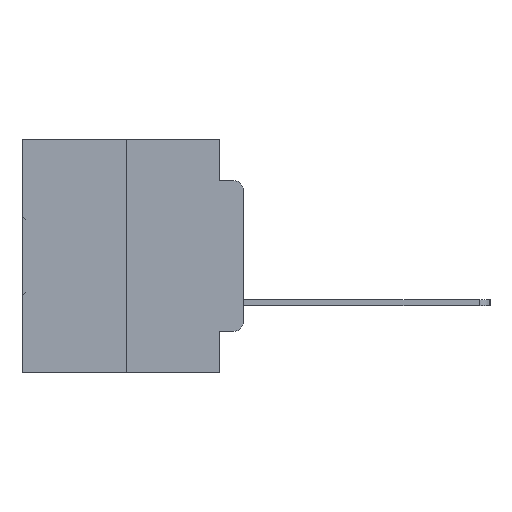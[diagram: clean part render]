
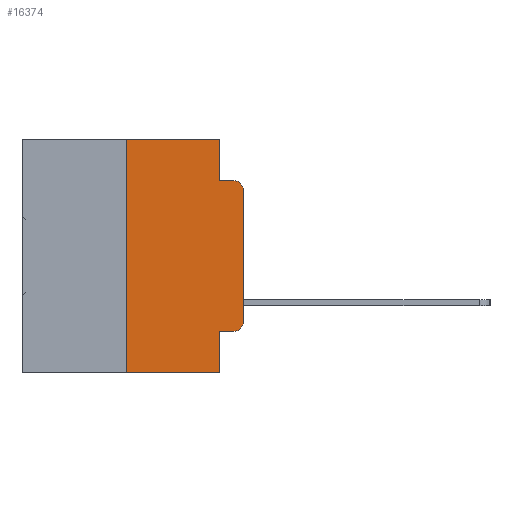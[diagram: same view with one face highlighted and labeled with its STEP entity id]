
A CAD part, left-side view. The second image highlights one B-rep face of the part: STEP entity #16374.
In plain terms, the highlighted planar face has unit normal (-1, 0, 0).
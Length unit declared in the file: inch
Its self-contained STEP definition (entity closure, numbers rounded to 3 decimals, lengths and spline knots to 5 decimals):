
#151 = VECTOR ( 'NONE', #3096, 39.37008 ) ;
#670 = ORIENTED_EDGE ( 'NONE', *, *, #7018, .T. ) ;
#1632 = DIRECTION ( 'NONE',  ( 0., 0., -1. ) ) ;
#2067 = DIRECTION ( 'NONE',  ( 0., 0., 1. ) ) ;
#3096 = DIRECTION ( 'NONE',  ( 0., 0., 1. ) ) ;
#3706 = DIRECTION ( 'NONE',  ( 0., -1., 0. ) ) ;
#3964 = VERTEX_POINT ( 'NONE', #7788 ) ;
#4419 = AXIS2_PLACEMENT_3D ( 'NONE', #27024, #11370, #29638 ) ;
#4785 = EDGE_CURVE ( 'NONE', #14803, #4819, #15368, .T. ) ;
#4819 = VERTEX_POINT ( 'NONE', #8687 ) ;
#4935 = CARTESIAN_POINT ( 'NONE',  ( 0., 0.051, -0.4115 ) ) ;
#5823 = VERTEX_POINT ( 'NONE', #31302 ) ;
#6468 = CARTESIAN_POINT ( 'NONE',  ( 0., 0.25, -0.5 ) ) ;
#6472 = CARTESIAN_POINT ( 'NONE',  ( 0., 0.051, -0.5 ) ) ;
#6543 = ORIENTED_EDGE ( 'NONE', *, *, #21005, .T. ) ;
#6577 = EDGE_CURVE ( 'NONE', #26262, #14803, #7258, .T. ) ;
#7018 = EDGE_CURVE ( 'NONE', #18211, #29289, #29008, .T. ) ;
#7258 = LINE ( 'NONE', #29337, #151 ) ;
#7350 = ORIENTED_EDGE ( 'NONE', *, *, #30107, .F. ) ;
#7788 = CARTESIAN_POINT ( 'NONE',  ( 0., 0.02, -0.4115 ) ) ;
#7828 = FACE_OUTER_BOUND ( 'NONE', #12538, .T. ) ;
#8558 = VECTOR ( 'NONE', #27399, 39.37008 ) ;
#8628 = ORIENTED_EDGE ( 'NONE', *, *, #4785, .T. ) ;
#8687 = CARTESIAN_POINT ( 'NONE',  ( 0., 0.02, -0.0885 ) ) ;
#8946 = VECTOR ( 'NONE', #23503, 39.37008 ) ;
#9110 = CARTESIAN_POINT ( 'NONE',  ( 0., 0.473, 0. ) ) ;
#9395 = LINE ( 'NONE', #29888, #8558 ) ;
#9645 = DIRECTION ( 'NONE',  ( 0., 0., -1. ) ) ;
#9646 = VECTOR ( 'NONE', #2067, 39.37008 ) ;
#9779 = CARTESIAN_POINT ( 'NONE',  ( 0., 0.051, -0.4115 ) ) ;
#10057 = DIRECTION ( 'NONE',  ( 0., 0., -1. ) ) ;
#10921 = LINE ( 'NONE', #33095, #16377 ) ;
#11370 = DIRECTION ( 'NONE',  ( -1., 0., 0. ) ) ;
#11830 = CARTESIAN_POINT ( 'NONE',  ( 0., 0.25, 0. ) ) ;
#12003 = ORIENTED_EDGE ( 'NONE', *, *, #23159, .F. ) ;
#12391 = DIRECTION ( 'NONE',  ( 1., 0., 0. ) ) ;
#12538 = EDGE_LOOP ( 'NONE', ( #33856, #8628, #19012, #7350, #23035, #19437, #670, #12003, #6543, #22252 ) ) ;
#13014 = CARTESIAN_POINT ( 'NONE',  ( 0., 0.473, -0.5 ) ) ;
#14803 = VERTEX_POINT ( 'NONE', #26863 ) ;
#14961 = VECTOR ( 'NONE', #10057, 39.37008 ) ;
#15165 = DIRECTION ( 'NONE',  ( 0., -1., 0. ) ) ;
#15368 = CIRCLE ( 'NONE', #4419, 0.02 ) ;
#16374 = ADVANCED_FACE ( 'NONE', ( #7828 ), #25286, .F. ) ;
#16377 = VECTOR ( 'NONE', #9645, 39.37008 ) ;
#17210 = VERTEX_POINT ( 'NONE', #31079 ) ;
#17643 = DIRECTION ( 'NONE',  ( -1., 0., 0. ) ) ;
#18211 = VERTEX_POINT ( 'NONE', #6468 ) ;
#18856 = LINE ( 'NONE', #9779, #32550 ) ;
#19012 = ORIENTED_EDGE ( 'NONE', *, *, #31832, .F. ) ;
#19272 = EDGE_CURVE ( 'NONE', #3964, #26262, #27466, .T. ) ;
#19437 = ORIENTED_EDGE ( 'NONE', *, *, #28375, .F. ) ;
#19571 = CARTESIAN_POINT ( 'NONE',  ( 0., 0., -0.3915 ) ) ;
#20973 = LINE ( 'NONE', #9110, #27018 ) ;
#21005 = EDGE_CURVE ( 'NONE', #22335, #3964, #18856, .T. ) ;
#22252 = ORIENTED_EDGE ( 'NONE', *, *, #19272, .T. ) ;
#22335 = VERTEX_POINT ( 'NONE', #4935 ) ;
#23035 = ORIENTED_EDGE ( 'NONE', *, *, #26893, .F. ) ;
#23147 = CARTESIAN_POINT ( 'NONE',  ( 0., 0.051, 0. ) ) ;
#23159 = EDGE_CURVE ( 'NONE', #22335, #29289, #10921, .T. ) ;
#23243 = CARTESIAN_POINT ( 'NONE',  ( 0., 0.25, 0. ) ) ;
#23503 = DIRECTION ( 'NONE',  ( 0., -1., 0. ) ) ;
#25257 = AXIS2_PLACEMENT_3D ( 'NONE', #33060, #17643, #1632 ) ;
#25286 = PLANE ( 'NONE',  #33361 ) ;
#25549 = VERTEX_POINT ( 'NONE', #11830 ) ;
#26262 = VERTEX_POINT ( 'NONE', #19571 ) ;
#26863 = CARTESIAN_POINT ( 'NONE',  ( 0., 0., -0.1085 ) ) ;
#26893 = EDGE_CURVE ( 'NONE', #25549, #17210, #20973, .T. ) ;
#27018 = VECTOR ( 'NONE', #3706, 39.37008 ) ;
#27024 = CARTESIAN_POINT ( 'NONE',  ( 0., 0.02, -0.1085 ) ) ;
#27399 = DIRECTION ( 'NONE',  ( 0., -1., 0. ) ) ;
#27466 = CIRCLE ( 'NONE', #25257, 0.02 ) ;
#28000 = CARTESIAN_POINT ( 'NONE',  ( 0., 0.473, 0. ) ) ;
#28375 = EDGE_CURVE ( 'NONE', #18211, #25549, #30507, .T. ) ;
#28757 = LINE ( 'NONE', #23147, #14961 ) ;
#29008 = LINE ( 'NONE', #13014, #8946 ) ;
#29289 = VERTEX_POINT ( 'NONE', #6472 ) ;
#29337 = CARTESIAN_POINT ( 'NONE',  ( 0., 0., 0. ) ) ;
#29638 = DIRECTION ( 'NONE',  ( 0., 0., -1. ) ) ;
#29888 = CARTESIAN_POINT ( 'NONE',  ( 0., 0.051, -0.0885 ) ) ;
#30107 = EDGE_CURVE ( 'NONE', #17210, #5823, #28757, .T. ) ;
#30507 = LINE ( 'NONE', #23243, #9646 ) ;
#30605 = DIRECTION ( 'NONE',  ( 0., 0., -1. ) ) ;
#31079 = CARTESIAN_POINT ( 'NONE',  ( 0., 0.051, 0. ) ) ;
#31302 = CARTESIAN_POINT ( 'NONE',  ( 0., 0.051, -0.0885 ) ) ;
#31832 = EDGE_CURVE ( 'NONE', #5823, #4819, #9395, .T. ) ;
#32550 = VECTOR ( 'NONE', #15165, 39.37008 ) ;
#33060 = CARTESIAN_POINT ( 'NONE',  ( 0., 0.02, -0.3915 ) ) ;
#33095 = CARTESIAN_POINT ( 'NONE',  ( 0., 0.051, 0. ) ) ;
#33361 = AXIS2_PLACEMENT_3D ( 'NONE', #28000, #12391, #30605 ) ;
#33856 = ORIENTED_EDGE ( 'NONE', *, *, #6577, .T. ) ;
